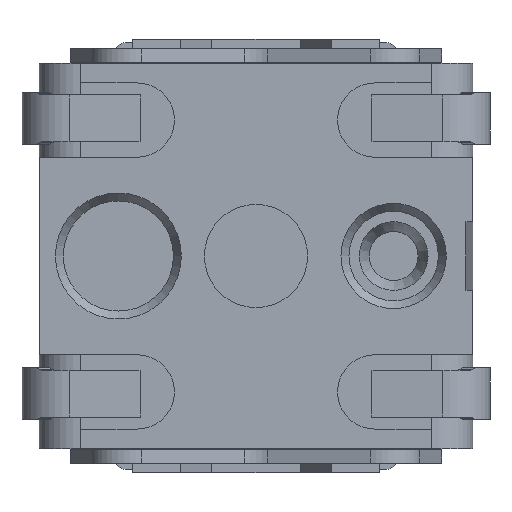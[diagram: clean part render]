
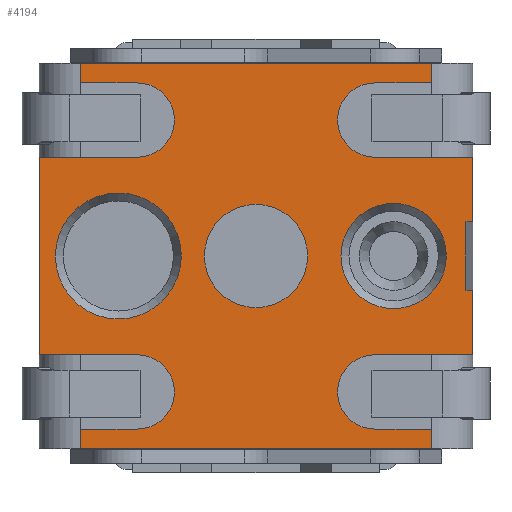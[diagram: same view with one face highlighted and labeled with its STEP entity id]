
A CAD part, front view. The second image highlights one B-rep face of the part: STEP entity #4194.
In plain terms, the highlighted planar face has unit normal (0, -1, 0).
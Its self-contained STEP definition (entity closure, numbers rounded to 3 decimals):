
#118=LINE('',#5984,#633);
#119=LINE('',#5987,#634);
#120=LINE('',#5989,#635);
#121=LINE('',#5991,#636);
#122=LINE('',#5995,#637);
#123=LINE('',#5997,#638);
#124=LINE('',#5999,#639);
#125=LINE('',#6001,#640);
#126=LINE('',#6003,#641);
#127=LINE('',#6007,#642);
#128=LINE('',#6009,#643);
#129=LINE('',#6011,#644);
#130=LINE('',#6015,#645);
#131=LINE('',#6017,#646);
#132=LINE('',#6019,#647);
#133=LINE('',#6021,#648);
#134=LINE('',#6023,#649);
#135=LINE('',#6027,#650);
#136=LINE('',#6029,#651);
#137=LINE('',#6031,#652);
#633=VECTOR('',#4807,1000.);
#634=VECTOR('',#4808,1000.);
#635=VECTOR('',#4809,1000.);
#636=VECTOR('',#4810,1000.);
#637=VECTOR('',#4813,1000.);
#638=VECTOR('',#4814,1000.);
#639=VECTOR('',#4815,1000.);
#640=VECTOR('',#4816,1000.);
#641=VECTOR('',#4817,1000.);
#642=VECTOR('',#4820,1000.);
#643=VECTOR('',#4821,1000.);
#644=VECTOR('',#4822,1000.);
#645=VECTOR('',#4825,1000.);
#646=VECTOR('',#4826,1000.);
#647=VECTOR('',#4827,1000.);
#648=VECTOR('',#4828,1000.);
#649=VECTOR('',#4829,1000.);
#650=VECTOR('',#4832,1000.);
#651=VECTOR('',#4833,1000.);
#652=VECTOR('',#4834,1000.);
#1148=ORIENTED_EDGE('',*,*,#2394,.F.);
#1149=ORIENTED_EDGE('',*,*,#2395,.F.);
#1150=ORIENTED_EDGE('',*,*,#2396,.F.);
#1151=ORIENTED_EDGE('',*,*,#2397,.F.);
#1152=ORIENTED_EDGE('',*,*,#2398,.T.);
#1153=ORIENTED_EDGE('',*,*,#2399,.F.);
#1154=ORIENTED_EDGE('',*,*,#2400,.F.);
#1155=ORIENTED_EDGE('',*,*,#2401,.T.);
#1156=ORIENTED_EDGE('',*,*,#2402,.T.);
#1157=ORIENTED_EDGE('',*,*,#2403,.F.);
#1158=ORIENTED_EDGE('',*,*,#2404,.F.);
#1159=ORIENTED_EDGE('',*,*,#2405,.T.);
#1160=ORIENTED_EDGE('',*,*,#2406,.T.);
#1161=ORIENTED_EDGE('',*,*,#2407,.T.);
#1162=ORIENTED_EDGE('',*,*,#2408,.F.);
#1163=ORIENTED_EDGE('',*,*,#2409,.F.);
#1164=ORIENTED_EDGE('',*,*,#2410,.T.);
#1165=ORIENTED_EDGE('',*,*,#2411,.T.);
#1166=ORIENTED_EDGE('',*,*,#2412,.T.);
#1167=ORIENTED_EDGE('',*,*,#2413,.F.);
#1168=ORIENTED_EDGE('',*,*,#2414,.F.);
#1169=ORIENTED_EDGE('',*,*,#2415,.T.);
#1170=ORIENTED_EDGE('',*,*,#2416,.T.);
#1171=ORIENTED_EDGE('',*,*,#2417,.T.);
#1172=ORIENTED_EDGE('',*,*,#2418,.T.);
#1173=ORIENTED_EDGE('',*,*,#2419,.F.);
#1174=ORIENTED_EDGE('',*,*,#2420,.F.);
#2394=EDGE_CURVE('',#3017,#3017,#3437,.T.);
#2395=EDGE_CURVE('',#3018,#3018,#3438,.T.);
#2396=EDGE_CURVE('',#3019,#3019,#3439,.T.);
#2397=EDGE_CURVE('',#3020,#3021,#118,.T.);
#2398=EDGE_CURVE('',#3020,#3022,#119,.T.);
#2399=EDGE_CURVE('',#3023,#3022,#120,.T.);
#2400=EDGE_CURVE('',#3024,#3023,#121,.T.);
#2401=EDGE_CURVE('',#3024,#3025,#3440,.T.);
#2402=EDGE_CURVE('',#3025,#3026,#122,.T.);
#2403=EDGE_CURVE('',#3027,#3026,#123,.T.);
#2404=EDGE_CURVE('',#3028,#3027,#124,.T.);
#2405=EDGE_CURVE('',#3028,#3029,#125,.T.);
#2406=EDGE_CURVE('',#3029,#3030,#126,.T.);
#2407=EDGE_CURVE('',#3030,#3031,#3441,.T.);
#2408=EDGE_CURVE('',#3032,#3031,#127,.T.);
#2409=EDGE_CURVE('',#3033,#3032,#128,.T.);
#2410=EDGE_CURVE('',#3033,#3034,#129,.T.);
#2411=EDGE_CURVE('',#3034,#3035,#3442,.T.);
#2412=EDGE_CURVE('',#3035,#3036,#130,.T.);
#2413=EDGE_CURVE('',#3037,#3036,#131,.T.);
#2414=EDGE_CURVE('',#3038,#3037,#132,.T.);
#2415=EDGE_CURVE('',#3038,#3039,#133,.T.);
#2416=EDGE_CURVE('',#3039,#3040,#134,.T.);
#2417=EDGE_CURVE('',#3040,#3041,#3443,.T.);
#2418=EDGE_CURVE('',#3041,#3042,#135,.T.);
#2419=EDGE_CURVE('',#3043,#3042,#136,.T.);
#2420=EDGE_CURVE('',#3021,#3043,#137,.T.);
#3017=VERTEX_POINT('',#5979);
#3018=VERTEX_POINT('',#5981);
#3019=VERTEX_POINT('',#5983);
#3020=VERTEX_POINT('',#5985);
#3021=VERTEX_POINT('',#5986);
#3022=VERTEX_POINT('',#5988);
#3023=VERTEX_POINT('',#5990);
#3024=VERTEX_POINT('',#5992);
#3025=VERTEX_POINT('',#5994);
#3026=VERTEX_POINT('',#5996);
#3027=VERTEX_POINT('',#5998);
#3028=VERTEX_POINT('',#6000);
#3029=VERTEX_POINT('',#6002);
#3030=VERTEX_POINT('',#6004);
#3031=VERTEX_POINT('',#6006);
#3032=VERTEX_POINT('',#6008);
#3033=VERTEX_POINT('',#6010);
#3034=VERTEX_POINT('',#6012);
#3035=VERTEX_POINT('',#6014);
#3036=VERTEX_POINT('',#6016);
#3037=VERTEX_POINT('',#6018);
#3038=VERTEX_POINT('',#6020);
#3039=VERTEX_POINT('',#6022);
#3040=VERTEX_POINT('',#6024);
#3041=VERTEX_POINT('',#6026);
#3042=VERTEX_POINT('',#6028);
#3043=VERTEX_POINT('',#6030);
#3437=CIRCLE('',#4467,0.75);
#3438=CIRCLE('',#4468,0.915);
#3439=CIRCLE('',#4469,0.765);
#3440=CIRCLE('',#4470,0.54);
#3441=CIRCLE('',#4471,0.54);
#3442=CIRCLE('',#4472,0.54);
#3443=CIRCLE('',#4473,0.54);
#3537=EDGE_LOOP('',(#1148));
#3538=EDGE_LOOP('',(#1149));
#3539=EDGE_LOOP('',(#1150));
#3540=EDGE_LOOP('',(#1151,#1152,#1153,#1154,#1155,#1156,#1157,#1158,#1159,
#1160,#1161,#1162,#1163,#1164,#1165,#1166,#1167,#1168,#1169,#1170,#1171,
#1172,#1173,#1174));
#3780=FACE_BOUND('',#3537,.T.);
#3781=FACE_BOUND('',#3538,.T.);
#3782=FACE_BOUND('',#3539,.T.);
#3783=FACE_BOUND('',#3540,.T.);
#4023=PLANE('',#4466);
#4194=ADVANCED_FACE('',(#3780,#3781,#3782,#3783),#4023,.F.);
#4466=AXIS2_PLACEMENT_3D('',#5977,#4799,#4800);
#4467=AXIS2_PLACEMENT_3D('',#5978,#4801,#4802);
#4468=AXIS2_PLACEMENT_3D('',#5980,#4803,#4804);
#4469=AXIS2_PLACEMENT_3D('',#5982,#4805,#4806);
#4470=AXIS2_PLACEMENT_3D('',#5993,#4811,#4812);
#4471=AXIS2_PLACEMENT_3D('',#6005,#4818,#4819);
#4472=AXIS2_PLACEMENT_3D('',#6013,#4823,#4824);
#4473=AXIS2_PLACEMENT_3D('',#6025,#4830,#4831);
#4799=DIRECTION('',(0.,1.,0.));
#4800=DIRECTION('',(0.,0.,1.));
#4801=DIRECTION('',(0.,-1.,0.));
#4802=DIRECTION('',(0.,0.,-1.));
#4803=DIRECTION('',(0.,-1.,0.));
#4804=DIRECTION('',(0.,0.,-1.));
#4805=DIRECTION('',(0.,-1.,0.));
#4806=DIRECTION('',(0.,0.,-1.));
#4807=DIRECTION('',(0.,0.,-1.));
#4808=DIRECTION('',(1.,0.,0.));
#4809=DIRECTION('',(0.,0.,-1.));
#4810=DIRECTION('',(1.,0.,0.));
#4811=DIRECTION('',(0.,1.,0.));
#4812=DIRECTION('',(1.,0.,0.));
#4813=DIRECTION('',(1.,0.,0.));
#4814=DIRECTION('',(0.,0.,-1.));
#4815=DIRECTION('',(1.,0.,0.));
#4816=DIRECTION('',(0.,0.,-1.));
#4817=DIRECTION('',(1.,0.,0.));
#4818=DIRECTION('',(0.,1.,0.));
#4819=DIRECTION('',(1.,0.,0.));
#4820=DIRECTION('',(1.,0.,0.));
#4821=DIRECTION('',(0.,0.,1.));
#4822=DIRECTION('',(1.,0.,0.));
#4823=DIRECTION('',(0.,1.,0.));
#4824=DIRECTION('',(1.,0.,0.));
#4825=DIRECTION('',(-1.,0.,0.));
#4826=DIRECTION('',(0.,0.,1.));
#4827=DIRECTION('',(-1.,0.,0.));
#4828=DIRECTION('',(0.,0.,1.));
#4829=DIRECTION('',(-1.,0.,0.));
#4830=DIRECTION('',(0.,1.,0.));
#4831=DIRECTION('',(1.,0.,0.));
#4832=DIRECTION('',(1.,0.,0.));
#4833=DIRECTION('',(0.,0.,-1.));
#4834=DIRECTION('',(1.,0.,0.));
#5977=CARTESIAN_POINT('',(0.,-1.9,0.));
#5978=CARTESIAN_POINT('',(0.,-1.9,0.));
#5979=CARTESIAN_POINT('',(0.,-1.9,-0.75));
#5980=CARTESIAN_POINT('',(-2.,-1.9,0.));
#5981=CARTESIAN_POINT('',(-2.,-1.9,-0.915));
#5982=CARTESIAN_POINT('',(2.,-1.9,0.));
#5983=CARTESIAN_POINT('',(2.,-1.9,-0.765));
#5984=CARTESIAN_POINT('',(3.05,-1.9,0.5));
#5985=CARTESIAN_POINT('',(3.05,-1.9,0.5));
#5986=CARTESIAN_POINT('',(3.05,-1.9,-0.5));
#5987=CARTESIAN_POINT('',(3.05,-1.9,0.5));
#5988=CARTESIAN_POINT('',(3.15,-1.9,0.5));
#5989=CARTESIAN_POINT('',(3.15,-1.9,2.8));
#5990=CARTESIAN_POINT('',(3.15,-1.9,1.435));
#5991=CARTESIAN_POINT('',(0.,-1.9,1.435));
#5992=CARTESIAN_POINT('',(1.725,-1.9,1.435));
#5993=CARTESIAN_POINT('',(1.725,-1.9,1.975));
#5994=CARTESIAN_POINT('',(1.725,-1.9,2.515));
#5995=CARTESIAN_POINT('',(1.725,-1.9,2.515));
#5996=CARTESIAN_POINT('',(2.55,-1.9,2.515));
#5997=CARTESIAN_POINT('',(2.55,-1.9,3.435));
#5998=CARTESIAN_POINT('',(2.55,-1.9,2.8));
#5999=CARTESIAN_POINT('',(-3.15,-1.9,2.8));
#6000=CARTESIAN_POINT('',(-2.55,-1.9,2.8));
#6001=CARTESIAN_POINT('',(-2.55,-1.9,3.435));
#6002=CARTESIAN_POINT('',(-2.55,-1.9,2.515));
#6003=CARTESIAN_POINT('',(-4.,-1.9,2.515));
#6004=CARTESIAN_POINT('',(-1.725,-1.9,2.515));
#6005=CARTESIAN_POINT('',(-1.725,-1.9,1.975));
#6006=CARTESIAN_POINT('',(-1.725,-1.9,1.435));
#6007=CARTESIAN_POINT('',(0.,-1.9,1.435));
#6008=CARTESIAN_POINT('',(-3.15,-1.9,1.435));
#6009=CARTESIAN_POINT('',(-3.15,-1.9,-2.8));
#6010=CARTESIAN_POINT('',(-3.15,-1.9,-1.435));
#6011=CARTESIAN_POINT('',(0.,-1.9,-1.435));
#6012=CARTESIAN_POINT('',(-1.725,-1.9,-1.435));
#6013=CARTESIAN_POINT('',(-1.725,-1.9,-1.975));
#6014=CARTESIAN_POINT('',(-1.725,-1.9,-2.515));
#6015=CARTESIAN_POINT('',(-1.725,-1.9,-2.515));
#6016=CARTESIAN_POINT('',(-2.55,-1.9,-2.515));
#6017=CARTESIAN_POINT('',(-2.55,-1.9,-3.435));
#6018=CARTESIAN_POINT('',(-2.55,-1.9,-2.8));
#6019=CARTESIAN_POINT('',(-1.8,-1.9,-2.8));
#6020=CARTESIAN_POINT('',(2.55,-1.9,-2.8));
#6021=CARTESIAN_POINT('',(2.55,-1.9,-3.435));
#6022=CARTESIAN_POINT('',(2.55,-1.9,-2.515));
#6023=CARTESIAN_POINT('',(4.,-1.9,-2.515));
#6024=CARTESIAN_POINT('',(1.725,-1.9,-2.515));
#6025=CARTESIAN_POINT('',(1.725,-1.9,-1.975));
#6026=CARTESIAN_POINT('',(1.725,-1.9,-1.435));
#6027=CARTESIAN_POINT('',(0.,-1.9,-1.435));
#6028=CARTESIAN_POINT('',(3.15,-1.9,-1.435));
#6029=CARTESIAN_POINT('',(3.15,-1.9,2.8));
#6030=CARTESIAN_POINT('',(3.15,-1.9,-0.5));
#6031=CARTESIAN_POINT('',(3.05,-1.9,-0.5));
